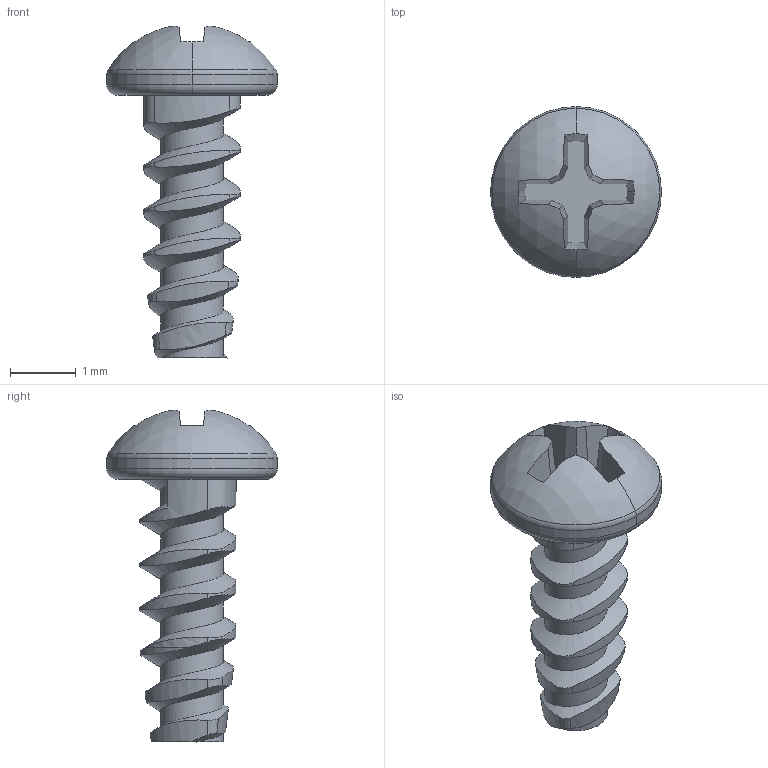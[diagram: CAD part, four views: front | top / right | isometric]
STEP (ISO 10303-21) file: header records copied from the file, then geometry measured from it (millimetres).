
FILE_DESCRIPTION (( 'STEP AP203' ), '1' );
FILE_NAME ('90380A321_Phillips Rounded Head Thread-Forming Screws.STEP', '2021-07-07T11:53:35', ( 'Administrator' ), ( 'Managed by Terraform' ), 'SwSTEP 2.0', 'SolidWorks 2017', '' );
FILE_SCHEMA (( 'CONFIG_CONTROL_DESIGN' ));
Length unit declared in the file: millimetre
Products named in the file (1): 90380A321_Phillips Rounded Head Thread-Forming Screws
Bounding box: 2.6 x 2.6 x 5.06 mm (x, y, z)
Volume: 7.5 mm3; surface area: 40.7 mm2
Topology: 2 solids, 2 shells, 82 faces, 234 edges, 156 vertices
Faces by surface type: cylinder 30, cone 22, plane 21, torus 4, bspline 3, sphere 2
Entity records: 3634 total; most frequent: CARTESIAN_POINT 1594, ORIENTED_EDGE 468, DIRECTION 341, EDGE_CURVE 234, VERTEX_POINT 156, AXIS2_PLACEMENT_3D 133, B_SPLINE_CURVE_WITH_KNOTS 97, FACE_OUTER_BOUND 82
